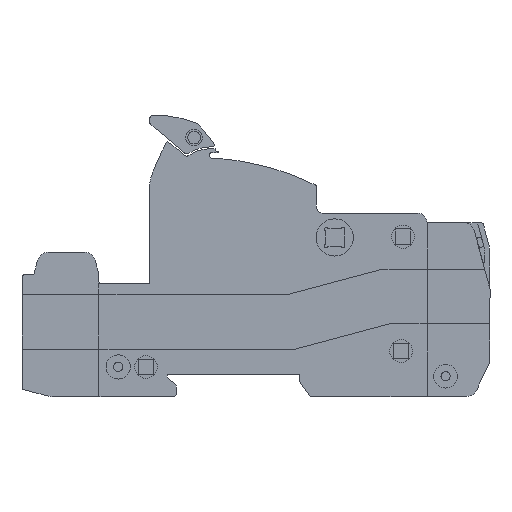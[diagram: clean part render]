
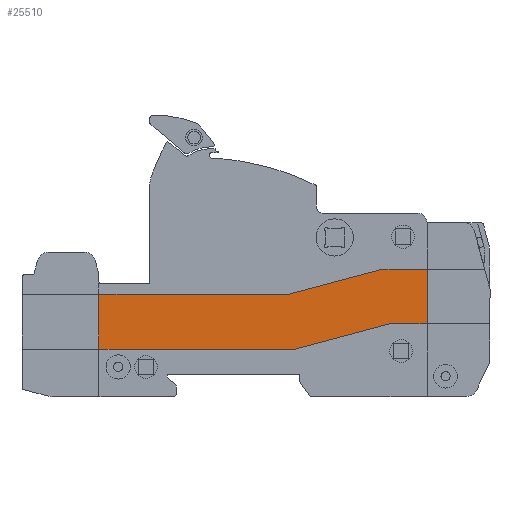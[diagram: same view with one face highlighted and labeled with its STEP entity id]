
A CAD part, left-side view. The second image highlights one B-rep face of the part: STEP entity #25510.
In plain terms, the highlighted planar face has unit normal (-1, 0, 0).
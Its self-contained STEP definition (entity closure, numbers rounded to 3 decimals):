
#25196=CARTESIAN_POINT('',(0.0,-52.351,13.7));
#25197=VERTEX_POINT('',#25196);
#25204=CARTESIAN_POINT('',(0.0,-42.746,13.7));
#25205=VERTEX_POINT('',#25204);
#25206=CARTESIAN_POINT('',(0.0,-52.351,13.7));
#25207=DIRECTION('',(0.0,1.0,0.0));
#25208=VECTOR('',#25207,9.605);
#25209=LINE('',#25206,#25208);
#25210=EDGE_CURVE('',#25197,#25205,#25209,.T.);
#25230=CARTESIAN_POINT('',(0.0,-52.351,28.4));
#25231=VERTEX_POINT('',#25230);
#25238=CARTESIAN_POINT('',(0.,-52.351,28.4));
#25239=DIRECTION('',(0.0,0.0,-1.0));
#25240=VECTOR('',#25239,14.7);
#25241=LINE('',#25238,#25240);
#25242=EDGE_CURVE('',#25231,#25197,#25241,.T.);
#25253=CARTESIAN_POINT('',(0.0,-40.424,28.4));
#25254=VERTEX_POINT('',#25253);
#25261=CARTESIAN_POINT('',(0.0,-40.424,28.4));
#25262=DIRECTION('',(0.0,-1.0,0.0));
#25263=VECTOR('',#25262,11.927);
#25264=LINE('',#25261,#25263);
#25265=EDGE_CURVE('',#25254,#25231,#25264,.T.);
#25279=CARTESIAN_POINT('',(0.0,-39.639,28.296));
#25280=VERTEX_POINT('',#25279);
#25287=CARTESIAN_POINT('',(0.0,-40.425,25.376));
#25288=DIRECTION('',(1.0,0.,0.));
#25289=DIRECTION('',(0.,0.131,0.991));
#25290=AXIS2_PLACEMENT_3D('',#25287,#25288,#25289);
#25291=CIRCLE('',#25290,3.024);
#25292=EDGE_CURVE('',#25280,#25254,#25291,.T.);
#25304=CARTESIAN_POINT('',(0.0,-15.032,21.703));
#25305=VERTEX_POINT('',#25304);
#25312=CARTESIAN_POINT('',(0.,-15.032,21.703));
#25313=DIRECTION('',(0.,-0.966,0.259));
#25314=VECTOR('',#25313,25.475);
#25315=LINE('',#25312,#25314);
#25316=EDGE_CURVE('',#25305,#25280,#25315,.T.);
#25328=CARTESIAN_POINT('',(0.0,-14.261,21.601));
#25329=VERTEX_POINT('',#25328);
#25336=CARTESIAN_POINT('',(0.0,-14.259,24.584));
#25337=DIRECTION('',(-1.0,0.,0.));
#25338=DIRECTION('',(0.,-0.131,-0.991));
#25339=AXIS2_PLACEMENT_3D('',#25336,#25337,#25338);
#25340=CIRCLE('',#25339,2.983);
#25341=EDGE_CURVE('',#25329,#25305,#25340,.T.);
#25353=CARTESIAN_POINT('',(0.0,-16.987,6.904));
#25354=VERTEX_POINT('',#25353);
#25361=CARTESIAN_POINT('',(0.0,-16.203,6.801));
#25362=VERTEX_POINT('',#25361);
#25363=CARTESIAN_POINT('',(0.0,-16.203,9.816));
#25364=DIRECTION('',(1.0,0.,0.));
#25365=DIRECTION('',(0.,-0.131,-0.991));
#25366=AXIS2_PLACEMENT_3D('',#25363,#25364,#25365);
#25367=CIRCLE('',#25366,3.016);
#25368=EDGE_CURVE('',#25354,#25362,#25367,.T.);
#25385=CARTESIAN_POINT('',(0.0,-41.963,13.597));
#25386=VERTEX_POINT('',#25385);
#25393=CARTESIAN_POINT('',(0.,-41.963,13.597));
#25394=DIRECTION('',(0.,0.966,-0.259));
#25395=VECTOR('',#25394,25.857);
#25396=LINE('',#25393,#25395);
#25397=EDGE_CURVE('',#25386,#25354,#25396,.T.);
#25410=CARTESIAN_POINT('',(0.0,-42.746,10.685));
#25411=DIRECTION('',(-1.0,0.,0.));
#25412=DIRECTION('',(0.,0.131,0.991));
#25413=AXIS2_PLACEMENT_3D('',#25410,#25411,#25412);
#25414=CIRCLE('',#25413,3.016);
#25415=EDGE_CURVE('',#25205,#25386,#25414,.T.);
#25428=CARTESIAN_POINT('',(0.0,36.342,6.801));
#25429=VERTEX_POINT('',#25428);
#25430=CARTESIAN_POINT('',(0.0,-16.203,6.801));
#25431=DIRECTION('',(0.0,1.0,0.0));
#25432=VECTOR('',#25431,52.545);
#25433=LINE('',#25430,#25432);
#25434=EDGE_CURVE('',#25362,#25429,#25433,.T.);
#25455=CARTESIAN_POINT('',(0.0,36.342,21.601));
#25456=VERTEX_POINT('',#25455);
#25457=CARTESIAN_POINT('',(0.,36.342,6.801));
#25458=DIRECTION('',(0.0,0.0,1.0));
#25459=VECTOR('',#25458,14.8);
#25460=LINE('',#25457,#25459);
#25461=EDGE_CURVE('',#25429,#25456,#25460,.T.);
#25478=CARTESIAN_POINT('',(0.0,36.342,21.601));
#25479=DIRECTION('',(0.0,-1.0,0.0));
#25480=VECTOR('',#25479,50.603);
#25481=LINE('',#25478,#25480);
#25482=EDGE_CURVE('',#25456,#25329,#25481,.T.);
#25491=CARTESIAN_POINT('',(0.0,-8.158,16.283));
#25492=DIRECTION('',(-1.0,0.0,0.0));
#25493=DIRECTION('',(0.0,0.0,1.0));
#25494=AXIS2_PLACEMENT_3D('',#25491,#25492,#25493);
#25495=PLANE('',#25494);
#25496=ORIENTED_EDGE('',*,*,#25265,.F.);
#25497=ORIENTED_EDGE('',*,*,#25292,.F.);
#25498=ORIENTED_EDGE('',*,*,#25316,.F.);
#25499=ORIENTED_EDGE('',*,*,#25341,.F.);
#25500=ORIENTED_EDGE('',*,*,#25482,.F.);
#25501=ORIENTED_EDGE('',*,*,#25461,.F.);
#25502=ORIENTED_EDGE('',*,*,#25434,.F.);
#25503=ORIENTED_EDGE('',*,*,#25368,.F.);
#25504=ORIENTED_EDGE('',*,*,#25397,.F.);
#25505=ORIENTED_EDGE('',*,*,#25415,.F.);
#25506=ORIENTED_EDGE('',*,*,#25210,.F.);
#25507=ORIENTED_EDGE('',*,*,#25242,.F.);
#25508=EDGE_LOOP('',(#25496,#25497,#25498,#25499,#25500,#25501,#25502,#25503,#25504,#25505,#25506,#25507));
#25509=FACE_OUTER_BOUND('',#25508,.T.);
#25510=ADVANCED_FACE('',(#25509),#25495,.T.);
